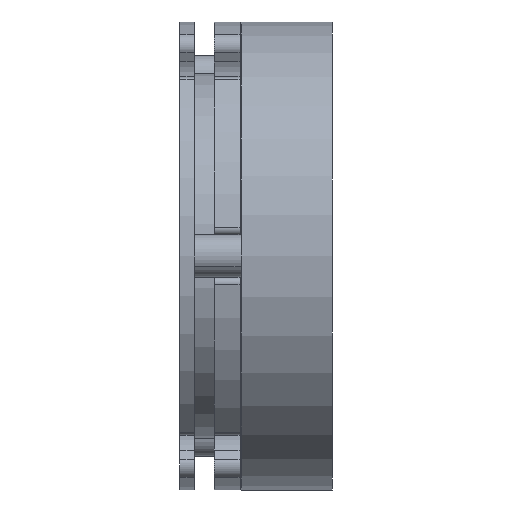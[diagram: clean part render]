
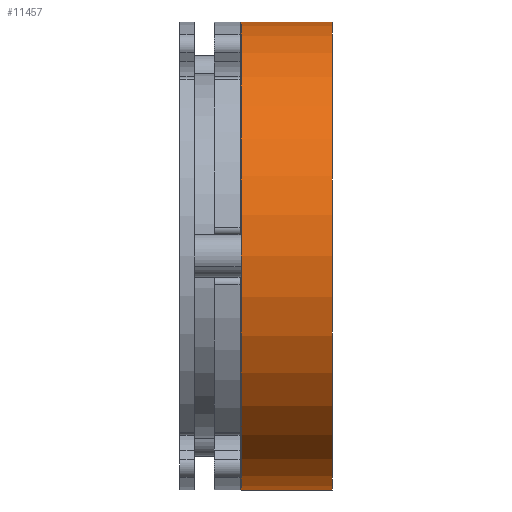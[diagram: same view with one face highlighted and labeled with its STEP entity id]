
A CAD part, front view. The second image highlights one B-rep face of the part: STEP entity #11457.
In plain terms, the highlighted cylindrical face has radius 38.5 mm (diameter 77 mm), a partial arc.
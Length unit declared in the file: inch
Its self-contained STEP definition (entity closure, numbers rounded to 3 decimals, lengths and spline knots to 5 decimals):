
#319 = CARTESIAN_POINT ( 'NONE',  ( 0.35137, -0.15713, 1.39297 ) ) ;
#998 = CARTESIAN_POINT ( 'NONE',  ( 0.35137, -0.15713, -0.12278 ) ) ;
#1104 = VERTEX_POINT ( 'NONE', #8100 ) ;
#1771 = CARTESIAN_POINT ( 'NONE',  ( -0.23918, -0.15713, -1.63853 ) ) ;
#1945 = CIRCLE ( 'NONE', #10394, 1.51575 ) ;
#2440 = VECTOR ( 'NONE', #4020, 39.37008 ) ;
#2625 = FACE_OUTER_BOUND ( 'NONE', #4844, .T. ) ;
#2803 = CYLINDRICAL_SURFACE ( 'NONE', #9986, 1.51575 ) ;
#2934 = CIRCLE ( 'NONE', #10982, 1.51575 ) ;
#3533 = VERTEX_POINT ( 'NONE', #319 ) ;
#3588 = VERTEX_POINT ( 'NONE', #1771 ) ;
#3911 = VECTOR ( 'NONE', #5277, 39.37008 ) ;
#4020 = DIRECTION ( 'NONE',  ( -1., 0., 0. ) ) ;
#4787 = VERTEX_POINT ( 'NONE', #8854 ) ;
#4844 = EDGE_LOOP ( 'NONE', ( #5240, #5751, #5331, #11442 ) ) ;
#4876 = DIRECTION ( 'NONE',  ( -1., 0., 0. ) ) ;
#5240 = ORIENTED_EDGE ( 'NONE', *, *, #6790, .F. ) ;
#5277 = DIRECTION ( 'NONE',  ( -1., 0., 0. ) ) ;
#5331 = ORIENTED_EDGE ( 'NONE', *, *, #11383, .T. ) ;
#5577 = DIRECTION ( 'NONE',  ( -1., 0., 0. ) ) ;
#5619 = CARTESIAN_POINT ( 'NONE',  ( -0.23918, -0.15713, -0.12278 ) ) ;
#5751 = ORIENTED_EDGE ( 'NONE', *, *, #10686, .T. ) ;
#6197 = LINE ( 'NONE', #9934, #3911 ) ;
#6556 = DIRECTION ( 'NONE',  ( 0., 0., 1. ) ) ;
#6790 = EDGE_CURVE ( 'NONE', #4787, #3588, #10415, .T. ) ;
#6838 = DIRECTION ( 'NONE',  ( 0., 0., 1. ) ) ;
#7573 = DIRECTION ( 'NONE',  ( -1., 0., 0. ) ) ;
#7698 = DIRECTION ( 'NONE',  ( 0., 0., 1. ) ) ;
#8100 = CARTESIAN_POINT ( 'NONE',  ( -0.23918, -0.15713, 1.39297 ) ) ;
#8324 = CARTESIAN_POINT ( 'NONE',  ( -0.64492, -0.15713, -1.63853 ) ) ;
#8401 = CARTESIAN_POINT ( 'NONE',  ( -0.64492, -0.15713, -0.12278 ) ) ;
#8854 = CARTESIAN_POINT ( 'NONE',  ( 0.35137, -0.15713, -1.63853 ) ) ;
#9934 = CARTESIAN_POINT ( 'NONE',  ( -0.64492, -0.15713, 1.39297 ) ) ;
#9986 = AXIS2_PLACEMENT_3D ( 'NONE', #8401, #5577, #6556 ) ;
#10394 = AXIS2_PLACEMENT_3D ( 'NONE', #5619, #4876, #7698 ) ;
#10415 = LINE ( 'NONE', #8324, #2440 ) ;
#10686 = EDGE_CURVE ( 'NONE', #4787, #3533, #2934, .T. ) ;
#10704 = EDGE_CURVE ( 'NONE', #3588, #1104, #1945, .T. ) ;
#10982 = AXIS2_PLACEMENT_3D ( 'NONE', #998, #7573, #6838 ) ;
#11383 = EDGE_CURVE ( 'NONE', #3533, #1104, #6197, .T. ) ;
#11442 = ORIENTED_EDGE ( 'NONE', *, *, #10704, .F. ) ;
#11457 = ADVANCED_FACE ( 'NONE', ( #2625 ), #2803, .T. ) ;
